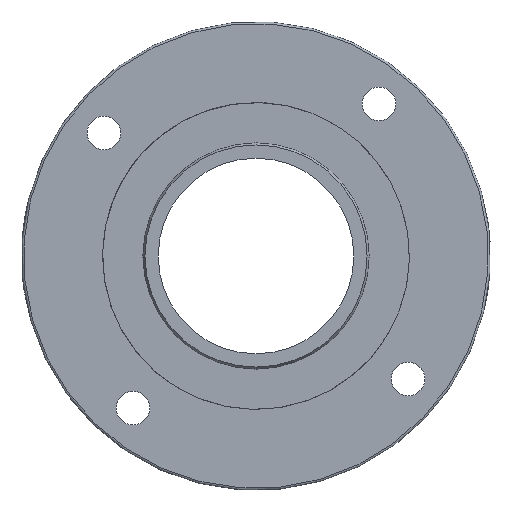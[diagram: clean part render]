
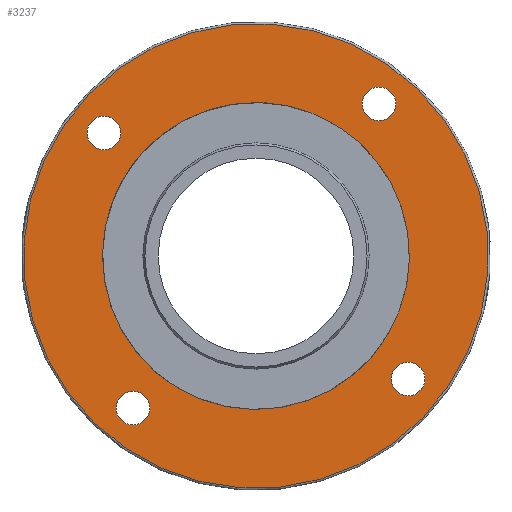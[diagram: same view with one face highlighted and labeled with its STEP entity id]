
A CAD part, left-side view. The second image highlights one B-rep face of the part: STEP entity #3237.
In plain terms, the highlighted planar face has unit normal (-1, 0, 0).
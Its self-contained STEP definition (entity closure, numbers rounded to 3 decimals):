
#567=PLANE('',#3571);
#1457=ORIENTED_EDGE('',*,*,#1939,.T.);
#1458=ORIENTED_EDGE('',*,*,#1940,.T.);
#1459=ORIENTED_EDGE('',*,*,#1941,.T.);
#1460=ORIENTED_EDGE('',*,*,#1942,.T.);
#1461=ORIENTED_EDGE('',*,*,#1943,.T.);
#1462=ORIENTED_EDGE('',*,*,#1938,.F.);
#1938=EDGE_CURVE('',#2274,#2274,#2438,.T.);
#1939=EDGE_CURVE('',#2275,#2275,#2439,.T.);
#1940=EDGE_CURVE('',#2276,#2276,#2440,.T.);
#1941=EDGE_CURVE('',#2277,#2277,#2441,.T.);
#1942=EDGE_CURVE('',#2278,#2278,#2442,.T.);
#1943=EDGE_CURVE('',#2279,#2279,#2443,.T.);
#2274=VERTEX_POINT('',#7473);
#2275=VERTEX_POINT('',#7476);
#2276=VERTEX_POINT('',#7478);
#2277=VERTEX_POINT('',#7480);
#2278=VERTEX_POINT('',#7482);
#2279=VERTEX_POINT('',#7484);
#2438=CIRCLE('',#3570,165.862);
#2439=CIRCLE('',#3572,12.);
#2440=CIRCLE('',#3573,12.);
#2441=CIRCLE('',#3574,12.);
#2442=CIRCLE('',#3575,12.);
#2443=CIRCLE('',#3576,109.538);
#2699=EDGE_LOOP('',(#1457));
#2700=EDGE_LOOP('',(#1458));
#2701=EDGE_LOOP('',(#1459));
#2702=EDGE_LOOP('',(#1460));
#2703=EDGE_LOOP('',(#1461));
#2704=EDGE_LOOP('',(#1462));
#2981=FACE_BOUND('',#2699,.T.);
#2982=FACE_BOUND('',#2700,.T.);
#2983=FACE_BOUND('',#2701,.T.);
#2984=FACE_BOUND('',#2702,.T.);
#2985=FACE_BOUND('',#2703,.T.);
#2986=FACE_BOUND('',#2704,.T.);
#3237=ADVANCED_FACE('',(#2981,#2982,#2983,#2984,#2985,#2986),#567,.F.);
#3570=AXIS2_PLACEMENT_3D('',#7472,#4338,#4339);
#3571=AXIS2_PLACEMENT_3D('',#7474,#4340,#4341);
#3572=AXIS2_PLACEMENT_3D('',#7475,#4342,#4343);
#3573=AXIS2_PLACEMENT_3D('',#7477,#4344,#4345);
#3574=AXIS2_PLACEMENT_3D('',#7479,#4346,#4347);
#3575=AXIS2_PLACEMENT_3D('',#7481,#4348,#4349);
#3576=AXIS2_PLACEMENT_3D('',#7483,#4350,#4351);
#4338=DIRECTION('',(1.,0.,0.));
#4339=DIRECTION('',(0.,-0.994,0.105));
#4340=DIRECTION('',(1.,0.,0.));
#4341=DIRECTION('',(0.,-0.994,0.105));
#4342=DIRECTION('',(1.,0.,0.));
#4343=DIRECTION('',(0.,1.,0.));
#4344=DIRECTION('',(1.,0.,0.));
#4345=DIRECTION('',(0.,1.,0.));
#4346=DIRECTION('',(1.,0.,0.));
#4347=DIRECTION('',(0.,1.,0.));
#4348=DIRECTION('',(1.,0.,0.));
#4349=DIRECTION('',(0.,1.,0.));
#4350=DIRECTION('',(1.,0.,0.));
#4351=DIRECTION('',(0.,1.,0.));
#7472=CARTESIAN_POINT('',(-48.442,0.,0.));
#7473=CARTESIAN_POINT('',(-48.442,-164.944,17.43));
#7474=CARTESIAN_POINT('',(-48.442,-166.459,17.59));
#7475=CARTESIAN_POINT('',(-48.442,87.855,-108.617));
#7476=CARTESIAN_POINT('',(-48.442,99.855,-108.617));
#7477=CARTESIAN_POINT('',(-48.442,108.617,87.855));
#7478=CARTESIAN_POINT('',(-48.442,120.617,87.855));
#7479=CARTESIAN_POINT('',(-48.442,-87.855,108.617));
#7480=CARTESIAN_POINT('',(-48.442,-75.855,108.617));
#7481=CARTESIAN_POINT('',(-48.442,-108.617,-87.855));
#7482=CARTESIAN_POINT('',(-48.442,-96.617,-87.855));
#7483=CARTESIAN_POINT('',(-48.442,0.,0.));
#7484=CARTESIAN_POINT('',(-48.442,109.538,0.));
